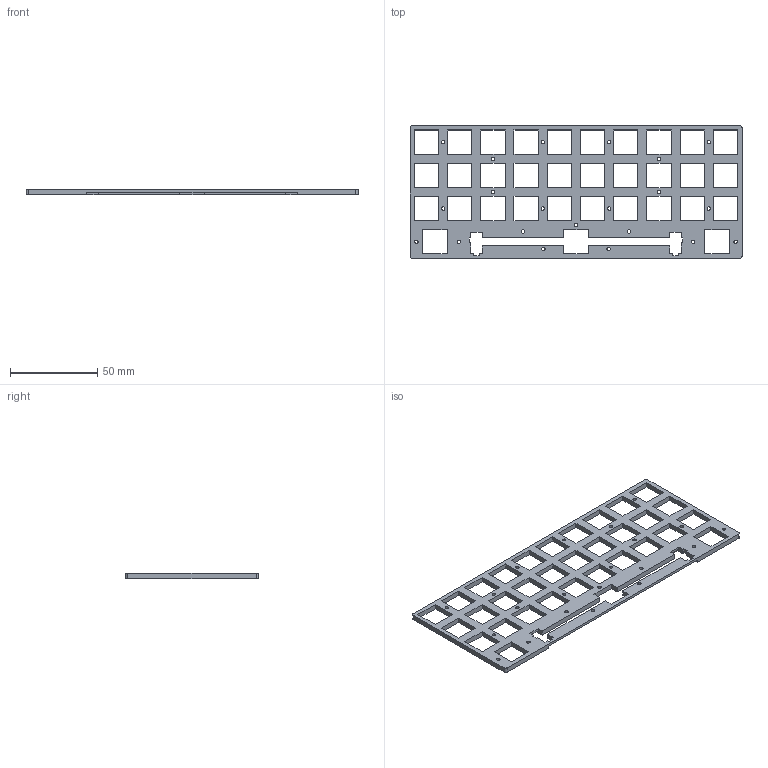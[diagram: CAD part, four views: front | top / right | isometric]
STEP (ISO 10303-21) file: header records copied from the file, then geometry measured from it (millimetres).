
FILE_DESCRIPTION(('HOOPS Exchange Step'),'2;1');
FILE_NAME('temp_export','2022-11-07T16:46:46-05:00',('jscotto'),('Shapr3D Limited'),'HOOPS Exchange 2022.1','Shapr3D','Authorized');
FILE_SCHEMA( ('AUTOMOTIVE_DESIGN { 1 0 10303 214 1 1 1 1 }') );
Length unit declared in the file: millimetre
Products named in the file (1): Plate
Bounding box: 190.5 x 76.2 x 3 mm (x, y, z)
Volume: 21619.1 mm3; surface area: 22964.6 mm2
Topology: 1 solids, 1 shells, 204 faces, 645 edges, 442 vertices
Faces by surface type: plane 179, cylinder 25
Full cylindrical faces by diameter (mm): 2 x21
Entity records: 7367 total; most frequent: CARTESIAN_POINT 1292, ORIENTED_EDGE 1290, DIRECTION 1145, EDGE_CURVE 645, VECTOR 555, LINE 555, VERTEX_POINT 442, EDGE_LOOP 311
